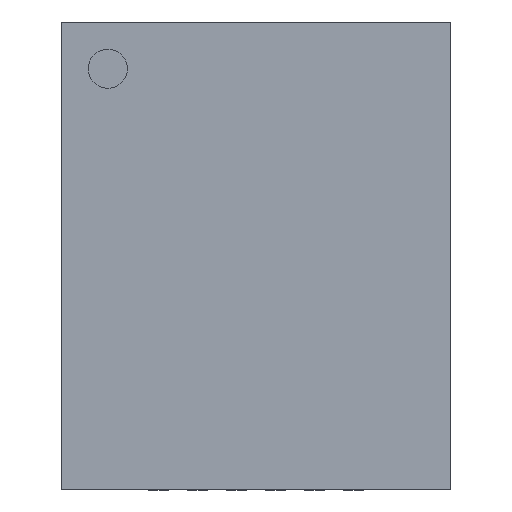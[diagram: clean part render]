
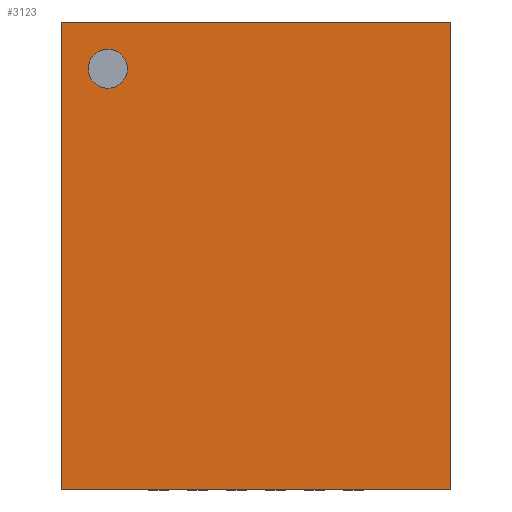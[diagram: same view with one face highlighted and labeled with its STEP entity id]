
A CAD part, top view. The second image highlights one B-rep face of the part: STEP entity #3123.
In plain terms, the highlighted planar face has unit normal (0, 0, 1).
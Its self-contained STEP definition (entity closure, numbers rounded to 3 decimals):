
#12=DIRECTION('',(0.,0.,1.));
#26=VECTOR('',#27,1.);
#27=DIRECTION('',(0.,-1.,0.));
#33=VECTOR('',#34,1.);
#34=DIRECTION('',(1.,0.,0.));
#164=DIRECTION('',(0.,0.,-1.));
#835=ORIENTED_EDGE('',*,*,#836,.F.);
#836=EDGE_CURVE('',#837,#839,#841,.T.);
#837=VERTEX_POINT('',#838);
#838=CARTESIAN_POINT('',(-2.49,2.99,0.77));
#839=VERTEX_POINT('',#840);
#840=CARTESIAN_POINT('',(2.49,2.99,0.77));
#841=LINE('',#838,#33);
#959=ORIENTED_EDGE('',*,*,#960,.T.);
#960=EDGE_CURVE('',#837,#961,#963,.T.);
#961=VERTEX_POINT('',#962);
#962=CARTESIAN_POINT('',(-2.49,-2.99,0.77));
#963=LINE('',#838,#26);
#1881=EDGE_CURVE('',#839,#1882,#1884,.T.);
#1882=VERTEX_POINT('',#1883);
#1883=CARTESIAN_POINT('',(2.49,-2.99,0.77));
#1884=LINE('',#840,#26);
#2276=EDGE_CURVE('',#961,#1882,#2277,.T.);
#2277=LINE('',#962,#33);
#3123=ADVANCED_FACE('',(#3124,#3128),#3137,.T.);
#3124=FACE_BOUND('',#3125,.T.);
#3125=EDGE_LOOP('',(#835,#959,#3126,#3127));
#3126=ORIENTED_EDGE('',*,*,#2276,.T.);
#3127=ORIENTED_EDGE('',*,*,#1881,.F.);
#3128=FACE_BOUND('',#3129,.T.);
#3129=EDGE_LOOP('',(#3130));
#3130=ORIENTED_EDGE('',*,*,#3131,.T.);
#3131=EDGE_CURVE('',#3132,#3132,#3134,.T.);
#3132=VERTEX_POINT('',#3133);
#3133=CARTESIAN_POINT('',(-1.9,2.15,0.77));
#3134=CIRCLE('',#3135,0.25);
#3135=AXIS2_PLACEMENT_3D('',#3136,#164,#27);
#3136=CARTESIAN_POINT('',(-1.9,2.4,0.77));
#3137=PLANE('',#3138);
#3138=AXIS2_PLACEMENT_3D('',#838,#12,#27);
